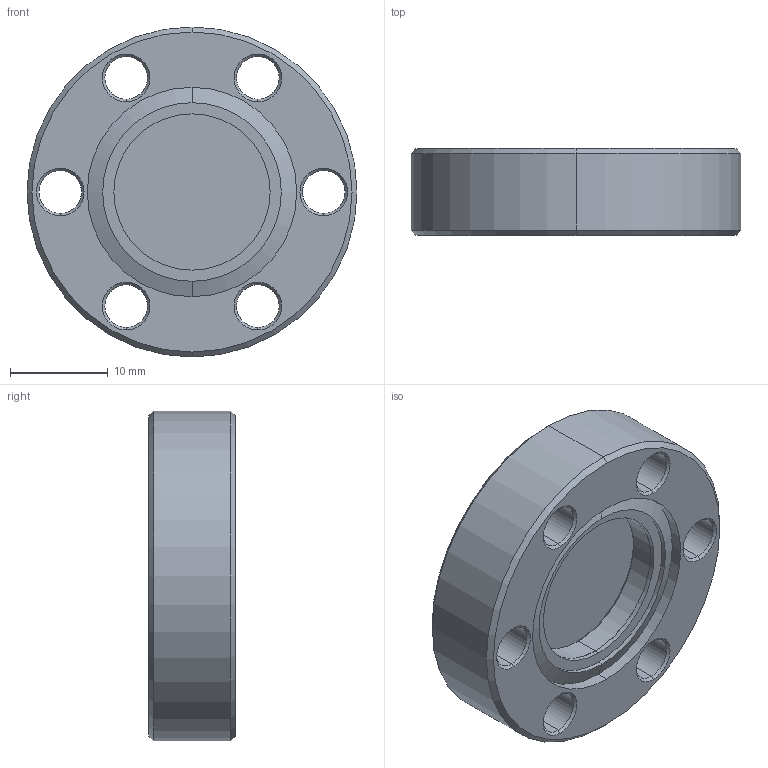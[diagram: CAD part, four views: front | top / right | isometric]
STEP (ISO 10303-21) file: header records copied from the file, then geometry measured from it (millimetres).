
FILE_DESCRIPTION (( 'STEP AP203' ), '1' );
FILE_NAME ('A1671-2-CF.STEP', '2012-11-14T18:24:48', ( '' ), ( '' ), 'SwSTEP 2.0', 'SolidWorks 2012', '' );
FILE_SCHEMA (( 'CONFIG_CONTROL_DESIGN' ));
Length unit declared in the file: inch
Products named in the file (1): A1671-2-CF
Bounding box: 33.78 x 8.86 x 33.78 mm (x, y, z)
Volume: 5132.4 mm3; surface area: 4621.3 mm2
Topology: 1 solids, 1 shells, 77 faces, 166 edges, 98 vertices
Faces by surface type: cone 34, cylinder 32, plane 9, bspline 2
Entity records: 2401 total; most frequent: CARTESIAN_POINT 558, DIRECTION 414, ORIENTED_EDGE 332, AXIS2_PLACEMENT_3D 174, EDGE_CURVE 166, CIRCLE 98, VERTEX_POINT 98, EDGE_LOOP 96
